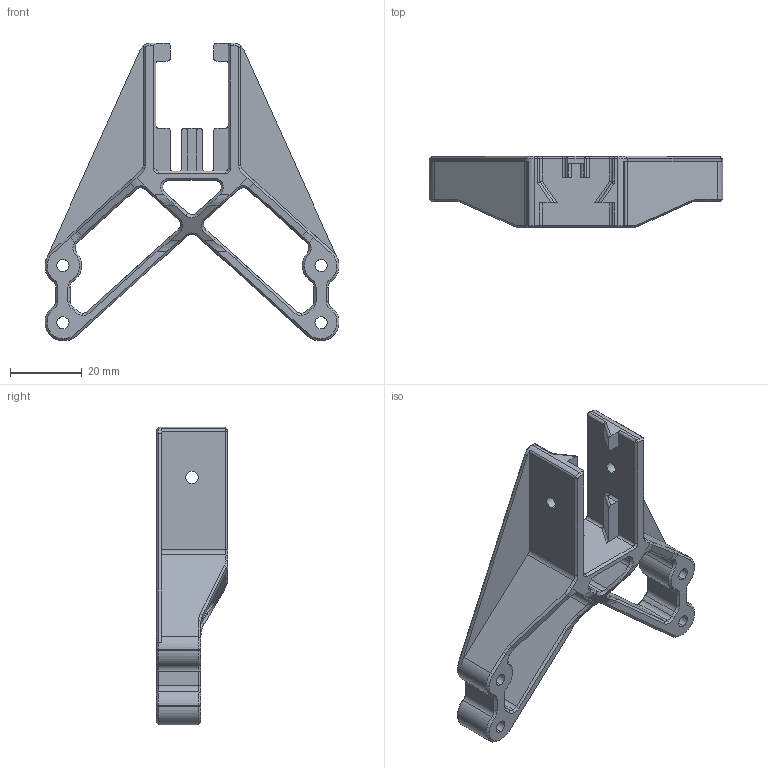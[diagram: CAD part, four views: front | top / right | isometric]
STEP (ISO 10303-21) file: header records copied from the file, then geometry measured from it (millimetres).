
FILE_DESCRIPTION (( 'STEP AP203' ), '1' );
FILE_NAME ('25c-p032 diffuser mount.step', '2025-08-07T03:21:09', ( '' ), ( '' ), '', '', '' );
FILE_SCHEMA (( 'CONFIG_CONTROL_DESIGN' ));
Length unit declared in the file: millimetre
Products named in the file (1): 25c-p032 diffuser mount
Bounding box: 82 x 20 x 83 mm (x, y, z)
Volume: 20481.6 mm3; surface area: 15149 mm2
Topology: 1 solids, 1 shells, 357 faces, 865 edges, 510 vertices
Faces by surface type: plane 137, cylinder 100, cone 94, bspline 24, torus 1, sphere 1
Entity records: 11641 total; most frequent: CARTESIAN_POINT 3351, ORIENTED_EDGE 1728, DIRECTION 1700, EDGE_CURVE 864, AXIS2_PLACEMENT_3D 601, VERTEX_POINT 510, VECTOR 498, LINE 498
